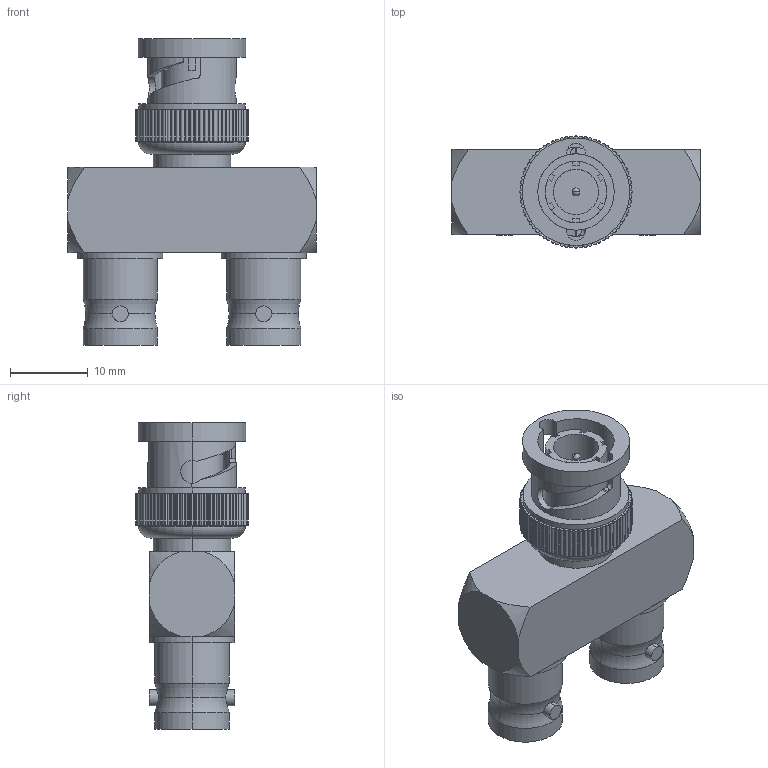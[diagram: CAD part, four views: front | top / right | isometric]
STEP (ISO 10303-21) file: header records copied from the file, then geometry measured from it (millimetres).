
FILE_DESCRIPTION (( 'STEP AP214' ), '1' );
FILE_NAME ('FMAD10088_3D.step', '2025-02-24T20:25:22', ( '' ), ( '' ), 'SwSTEP 2.0', 'SolidWorks 2022', '' );
FILE_SCHEMA (( 'AUTOMOTIVE_DESIGN' ));
Length unit declared in the file: inch
Products named in the file (1): FMAD10088_3D
Bounding box: 32 x 14.48 x 39.55 mm (x, y, z)
Volume: 6015.9 mm3; surface area: 4978.1 mm2
Topology: 1 solids, 1 shells, 392 faces, 1101 edges, 727 vertices
Faces by surface type: plane 195, cylinder 169, torus 10, bspline 8, cone 8, sphere 2
Entity records: 13909 total; most frequent: CARTESIAN_POINT 3015, ORIENTED_EDGE 2194, DIRECTION 2141, EDGE_CURVE 1097, AXIS2_PLACEMENT_3D 741, VERTEX_POINT 725, VECTOR 659, LINE 659
